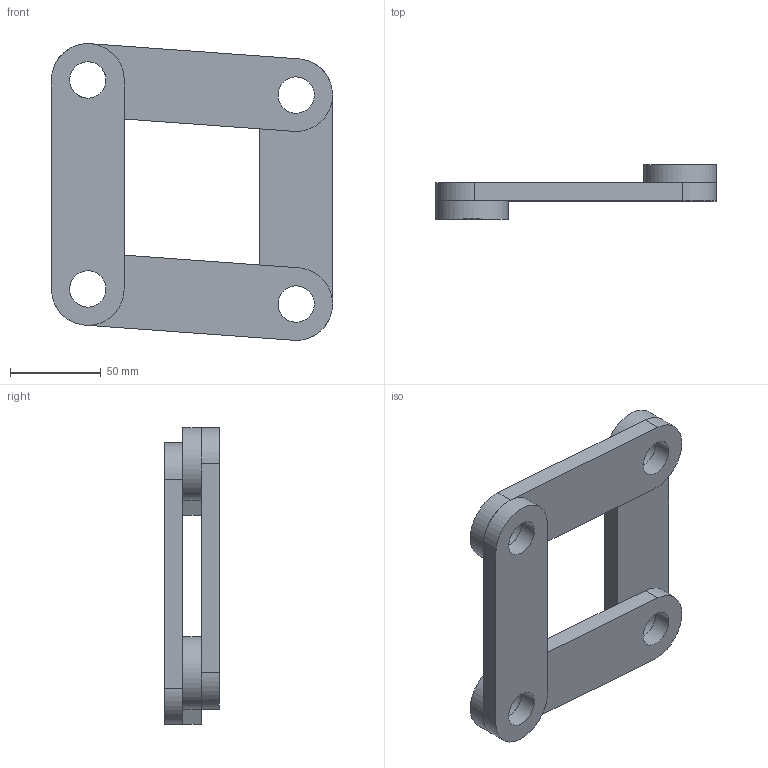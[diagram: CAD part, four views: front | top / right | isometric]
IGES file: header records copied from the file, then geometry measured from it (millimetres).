
Global section: file name: 6c549004-2b6a-42ad-bc69-c30fa3de92ff; native system: unknown; preprocessor: unknown; author: unknown; organization: unknown; date: 20180216.204853; units: millimetre
Bounding box: 154.7 x 30 x 163.27 mm (x, y, z)
Volume: 209285.6 mm3; surface area: 61095.9 mm2
Topology: 4 solids, 4 shells, 32 faces, 72 edges, 48 vertices
Faces by surface type: bspline 32
